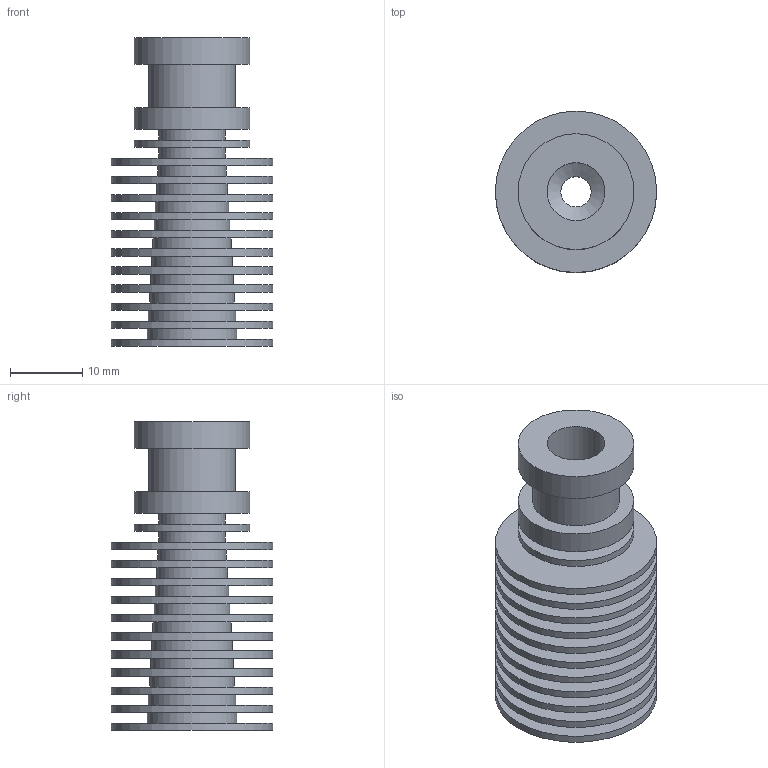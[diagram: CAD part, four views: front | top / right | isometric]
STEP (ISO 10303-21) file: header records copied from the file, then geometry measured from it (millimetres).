
FILE_DESCRIPTION(('FreeCAD Model'),'2;1');
FILE_NAME('heatsink.step', '2018-12-27T00:21:36',('Felix Morgner'),(''), 'Open CASCADE STEP processor 7.3','FreeCAD','Unknown');
FILE_SCHEMA(('AUTOMOTIVE_DESIGN { 1 0 10303 214 1 1 1 1 }'));
Length unit declared in the file: millimetre
Products named in the file (2): E3D_V6_Heatsink; Heatsink
Assembly tree (1 placements, depth 2):
  E3D_V6_Heatsink
    Heatsink
Bounding box: 22.3 x 22.3 x 42.7 mm (x, y, z)
Volume: 7048 mm3; surface area: 10093.9 mm2
Topology: 1 solids, 1 shells, 62 faces, 95 edges, 62 vertices
Faces by surface type: cylinder 31, plane 29, cone 2
Full cylindrical faces by diameter (mm): 4.2 x1, 6 x1, 6.25 x1, 8 x1, 9.18 x2, 9.5 x1, 9.82 x1, 10.14 x1, 10.46 x1, 10.78 x1, 11.1 x1, 11.42 x1, 11.74 x1, 12 x1, 12.06 x1, 12.38 x1, 16 x3, 22.3 x11
Entity records: 2690 total; most frequent: DIRECTION 474, CARTESIAN_POINT 417, ORIENTED_EDGE 190, PCURVE 190, DEFINITIONAL_REPRESENTATION 190, LINE 165, VECTOR 165, AXIS2_PLACEMENT_3D 126
